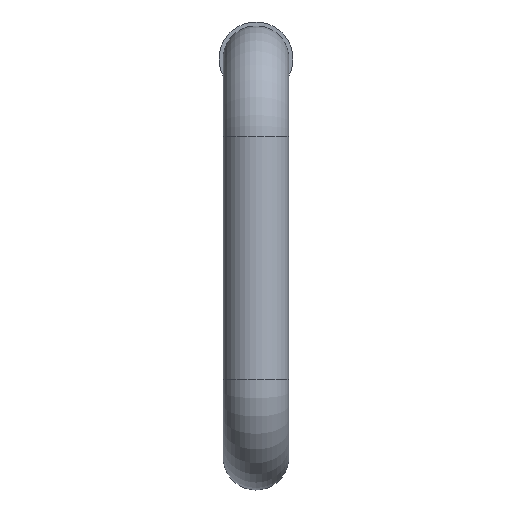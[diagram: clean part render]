
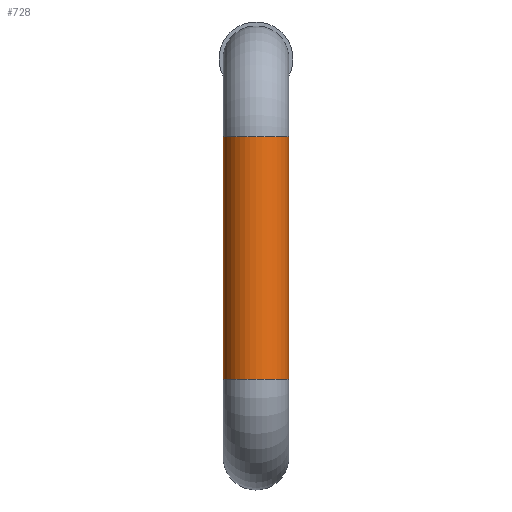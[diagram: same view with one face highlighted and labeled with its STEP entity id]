
A CAD part, left-side view. The second image highlights one B-rep face of the part: STEP entity #728.
In plain terms, the highlighted cylindrical face has radius 9.8 mm (diameter 19.6 mm), a full revolution.
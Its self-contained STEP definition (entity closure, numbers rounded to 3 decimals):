
#728 = ADVANCED_FACE ( 'NONE', ( #12292, #14830 ), #11941, .T. ) ;
#847 = VERTEX_POINT ( 'NONE', #1999 ) ;
#1322 = AXIS2_PLACEMENT_3D ( 'NONE', #3588, #6037, #13920 ) ;
#1907 = CARTESIAN_POINT ( 'NONE',  ( 36., 0., -19.6 ) ) ;
#1999 = CARTESIAN_POINT ( 'NONE',  ( -36., 0., -19.6 ) ) ;
#3588 = CARTESIAN_POINT ( 'NONE',  ( 36., 0., -9.8 ) ) ;
#4267 = CIRCLE ( 'NONE', #11087, 9.8 ) ;
#4844 = DIRECTION ( 'NONE',  ( 0., 0., -1. ) ) ;
#5944 = DIRECTION ( 'NONE',  ( 1., 0., 0. ) ) ;
#6037 = DIRECTION ( 'NONE',  ( -1., 0., 0. ) ) ;
#6166 = ORIENTED_EDGE ( 'NONE', *, *, #9748, .T. ) ;
#6210 = DIRECTION ( 'NONE',  ( 0., 0., -1. ) ) ;
#6829 = AXIS2_PLACEMENT_3D ( 'NONE', #7170, #5944, #4844 ) ;
#7170 = CARTESIAN_POINT ( 'NONE',  ( -36., 0., -9.8 ) ) ;
#7824 = VERTEX_POINT ( 'NONE', #1907 ) ;
#7843 = CIRCLE ( 'NONE', #6829, 9.8 ) ;
#8609 = EDGE_CURVE ( 'NONE', #7824, #7824, #4267, .T. ) ;
#9748 = EDGE_CURVE ( 'NONE', #847, #847, #7843, .T. ) ;
#10699 = CARTESIAN_POINT ( 'NONE',  ( 36., 0., -9.8 ) ) ;
#10738 = EDGE_LOOP ( 'NONE', ( #6166 ) ) ;
#11087 = AXIS2_PLACEMENT_3D ( 'NONE', #10699, #14209, #6210 ) ;
#11941 = CYLINDRICAL_SURFACE ( 'NONE', #1322, 9.8 ) ;
#12206 = EDGE_LOOP ( 'NONE', ( #14304 ) ) ;
#12292 = FACE_OUTER_BOUND ( 'NONE', #12206, .T. ) ;
#13920 = DIRECTION ( 'NONE',  ( 0., 0., 1. ) ) ;
#14209 = DIRECTION ( 'NONE',  ( 1., 0., 0. ) ) ;
#14304 = ORIENTED_EDGE ( 'NONE', *, *, #8609, .F. ) ;
#14830 = FACE_OUTER_BOUND ( 'NONE', #10738, .T. ) ;
